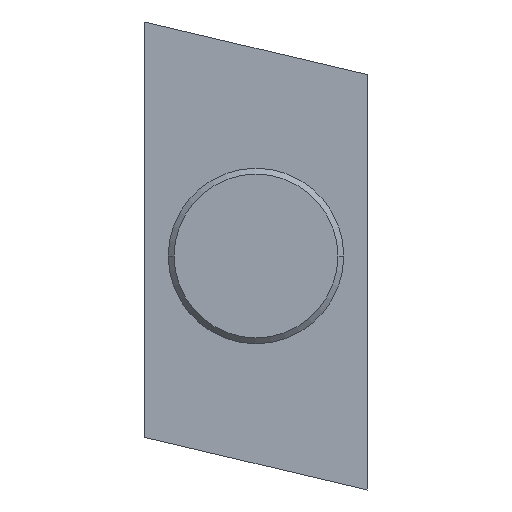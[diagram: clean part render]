
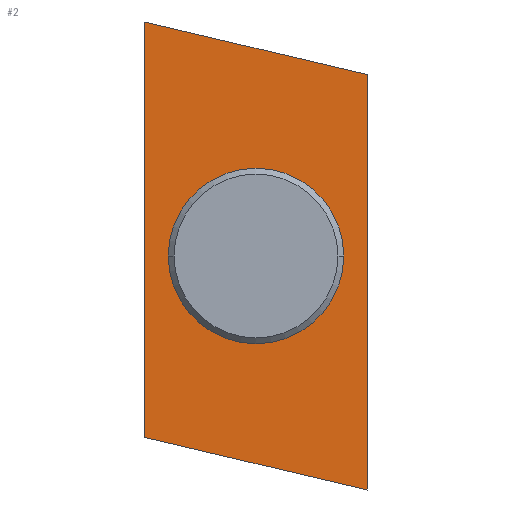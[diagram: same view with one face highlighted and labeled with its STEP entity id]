
A CAD part, left-side view. The second image highlights one B-rep face of the part: STEP entity #2.
In plain terms, the highlighted planar face has unit normal (-1, 0, 0).
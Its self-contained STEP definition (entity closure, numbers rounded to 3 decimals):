
#2 = ADVANCED_FACE ( 'NONE', ( #331, #332 ), #39, .F. ) ;
#12 = VERTEX_POINT ( 'NONE', #514 ) ;
#16 = VERTEX_POINT ( 'NONE', #510 ) ;
#24 = VERTEX_POINT ( 'NONE', #480 ) ;
#29 = VERTEX_POINT ( 'NONE', #441 ) ;
#30 = VERTEX_POINT ( 'NONE', #472 ) ;
#32 = VERTEX_POINT ( 'NONE', #440 ) ;
#39 = PLANE ( 'NONE',  #215 ) ;
#40 = CARTESIAN_POINT ( 'NONE',  ( 0., 0., 16.096 ) ) ;
#41 = DIRECTION ( 'NONE',  ( 1., 0., 0. ) ) ;
#42 = DIRECTION ( 'NONE',  ( 0., 0., -1. ) ) ;
#64 = DIRECTION ( 'NONE',  ( 1., 0., 0. ) ) ;
#69 = DIRECTION ( 'NONE',  ( 0., 1., 0. ) ) ;
#70 = CARTESIAN_POINT ( 'NONE',  ( 0., 7.6, 16. ) ) ;
#71 = CARTESIAN_POINT ( 'NONE',  ( 0., 3.8, 8. ) ) ;
#77 = DIRECTION ( 'NONE',  ( 0., -0.973, -0.23 ) ) ;
#102 = DIRECTION ( 'NONE',  ( 0., 1., 0. ) ) ;
#107 = CARTESIAN_POINT ( 'NONE',  ( 0., 0., 0. ) ) ;
#109 = DIRECTION ( 'NONE',  ( 0., 0.973, 0.23 ) ) ;
#129 = DIRECTION ( 'NONE',  ( 0., 0., 1. ) ) ;
#136 = DIRECTION ( 'NONE',  ( 1., 0., 0. ) ) ;
#147 = CARTESIAN_POINT ( 'NONE',  ( 0., 7.6, 8. ) ) ;
#150 = DIRECTION ( 'NONE',  ( 0., 0., -1. ) ) ;
#153 = CARTESIAN_POINT ( 'NONE',  ( 0., 0., 8. ) ) ;
#170 = CARTESIAN_POINT ( 'NONE',  ( 0., 3.8, 8. ) ) ;
#183 = EDGE_CURVE ( 'NONE', #30, #24, #368, .T. ) ;
#189 = AXIS2_PLACEMENT_3D ( 'NONE', #170, #136, #102 ) ;
#192 = AXIS2_PLACEMENT_3D ( 'NONE', #71, #64, #69 ) ;
#214 = EDGE_CURVE ( 'NONE', #24, #12, #387, .T. ) ;
#215 = AXIS2_PLACEMENT_3D ( 'NONE', #40, #41, #42 ) ;
#227 = EDGE_CURVE ( 'NONE', #29, #32, #394, .T. ) ;
#229 = EDGE_CURVE ( 'NONE', #12, #16, #393, .T. ) ;
#242 = EDGE_CURVE ( 'NONE', #16, #30, #398, .T. ) ;
#244 = EDGE_CURVE ( 'NONE', #32, #29, #401, .T. ) ;
#245 = ORIENTED_EDGE ( 'NONE', *, *, #214, .F. ) ;
#252 = ORIENTED_EDGE ( 'NONE', *, *, #242, .F. ) ;
#260 = ORIENTED_EDGE ( 'NONE', *, *, #229, .F. ) ;
#267 = ORIENTED_EDGE ( 'NONE', *, *, #244, .T. ) ;
#268 = ORIENTED_EDGE ( 'NONE', *, *, #183, .F. ) ;
#271 = ORIENTED_EDGE ( 'NONE', *, *, #227, .T. ) ;
#293 = EDGE_LOOP ( 'NONE', ( #271, #267 ) ) ;
#296 = EDGE_LOOP ( 'NONE', ( #268, #252, #260, #245 ) ) ;
#331 = FACE_BOUND ( 'NONE', #293, .T. ) ;
#332 = FACE_OUTER_BOUND ( 'NONE', #296, .T. ) ;
#368 = LINE ( 'NONE', #153, #369 ) ;
#369 = VECTOR ( 'NONE', #150, 1000. ) ;
#387 = LINE ( 'NONE', #107, #389 ) ;
#389 = VECTOR ( 'NONE', #109, 1000. ) ;
#393 = LINE ( 'NONE', #147, #395 ) ;
#394 = CIRCLE ( 'NONE', #189, 3. ) ;
#395 = VECTOR ( 'NONE', #129, 1000. ) ;
#398 = LINE ( 'NONE', #70, #399 ) ;
#399 = VECTOR ( 'NONE', #77, 1000. ) ;
#401 = CIRCLE ( 'NONE', #192, 3. ) ;
#440 = CARTESIAN_POINT ( 'NONE',  ( 0., 0.8, 8. ) ) ;
#441 = CARTESIAN_POINT ( 'NONE',  ( 0., 6.8, 8. ) ) ;
#472 = CARTESIAN_POINT ( 'NONE',  ( 0., 0., 14.2 ) ) ;
#480 = CARTESIAN_POINT ( 'NONE',  ( 0., 0., 0. ) ) ;
#510 = CARTESIAN_POINT ( 'NONE',  ( 0., 7.6, 16. ) ) ;
#514 = CARTESIAN_POINT ( 'NONE',  ( 0., 7.6, 1.8 ) ) ;
